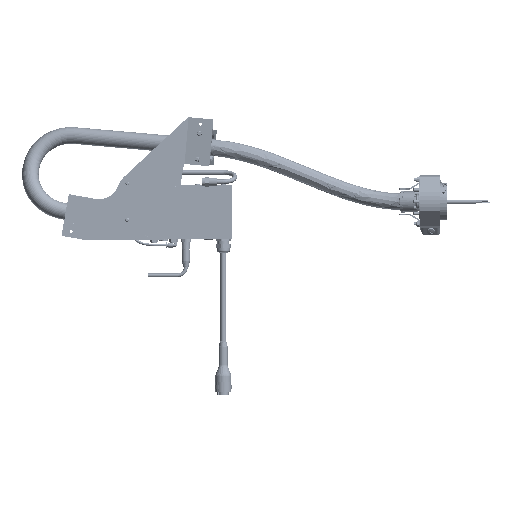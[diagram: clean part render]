
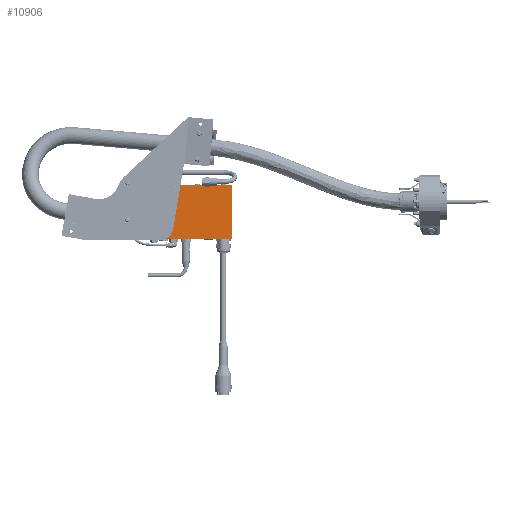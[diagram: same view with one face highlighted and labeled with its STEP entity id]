
A CAD part, front view. The second image highlights one B-rep face of the part: STEP entity #10906.
In plain terms, the highlighted planar face has unit normal (0, -1, 0).
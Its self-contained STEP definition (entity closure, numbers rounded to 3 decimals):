
#5028 = EDGE_CURVE ( 'NONE', #77941, #86062, #85312, .T. ) ;
#9914 = DIRECTION ( 'NONE',  ( 0., 1., 0. ) ) ;
#10756 = CARTESIAN_POINT ( 'NONE',  ( 101., 87., 735.5 ) ) ;
#10906 = ADVANCED_FACE ( 'NONE', ( #128698, #13976, #23465 ), #51922, .T. ) ;
#11403 = DIRECTION ( 'NONE',  ( 0., 0., 1. ) ) ;
#11590 = ORIENTED_EDGE ( 'NONE', *, *, #113439, .T. ) ;
#13976 = FACE_BOUND ( 'NONE', #97031, .T. ) ;
#16702 = EDGE_CURVE ( 'NONE', #80520, #39227, #49022, .T. ) ;
#17625 = CARTESIAN_POINT ( 'NONE',  ( 51., 87., 652.5 ) ) ;
#19791 = DIRECTION ( 'NONE',  ( 0., 0., -1. ) ) ;
#23465 = FACE_OUTER_BOUND ( 'NONE', #133023, .T. ) ;
#26889 = CARTESIAN_POINT ( 'NONE',  ( 196.5, 87., 648. ) ) ;
#27095 = CARTESIAN_POINT ( 'NONE',  ( 46.5, 87., 740. ) ) ;
#29604 = VECTOR ( 'NONE', #19791, 1000. ) ;
#30904 = CARTESIAN_POINT ( 'NONE',  ( 196.5, 87., 648. ) ) ;
#32298 = ORIENTED_EDGE ( 'NONE', *, *, #145554, .T. ) ;
#32732 = CARTESIAN_POINT ( 'NONE',  ( 46.5, 87., 648. ) ) ;
#33605 = DIRECTION ( 'NONE',  ( 0., 0., -1. ) ) ;
#39227 = VERTEX_POINT ( 'NONE', #50741 ) ;
#42842 = AXIS2_PLACEMENT_3D ( 'NONE', #26889, #106209, #11403 ) ;
#42966 = EDGE_CURVE ( 'NONE', #162683, #138928, #97521, .T. ) ;
#45855 = VECTOR ( 'NONE', #77261, 1000. ) ;
#46056 = DIRECTION ( 'NONE',  ( 0., 1., 0. ) ) ;
#49022 = CIRCLE ( 'NONE', #65684, 2.75 ) ;
#50741 = CARTESIAN_POINT ( 'NONE',  ( 51., 87., 655.25 ) ) ;
#51829 = CARTESIAN_POINT ( 'NONE',  ( 101., 87., 732.75 ) ) ;
#51922 = PLANE ( 'NONE',  #42842 ) ;
#55698 = ORIENTED_EDGE ( 'NONE', *, *, #16702, .T. ) ;
#56845 = VECTOR ( 'NONE', #94983, 1000. ) ;
#57477 = EDGE_CURVE ( 'NONE', #138928, #77941, #145253, .T. ) ;
#58860 = EDGE_CURVE ( 'NONE', #39227, #80520, #66168, .T. ) ;
#59961 = VERTEX_POINT ( 'NONE', #51829 ) ;
#65684 = AXIS2_PLACEMENT_3D ( 'NONE', #17625, #46056, #70235 ) ;
#66168 = CIRCLE ( 'NONE', #115766, 2.75 ) ;
#68489 = VECTOR ( 'NONE', #159038, 1000. ) ;
#70235 = DIRECTION ( 'NONE',  ( 0., 0., -1. ) ) ;
#72392 = CARTESIAN_POINT ( 'NONE',  ( 101., 87., 735.5 ) ) ;
#77261 = DIRECTION ( 'NONE',  ( 1., 0., 0. ) ) ;
#77941 = VERTEX_POINT ( 'NONE', #145439 ) ;
#80520 = VERTEX_POINT ( 'NONE', #89774 ) ;
#84393 = ORIENTED_EDGE ( 'NONE', *, *, #57477, .T. ) ;
#85312 = LINE ( 'NONE', #32732, #29604 ) ;
#86062 = VERTEX_POINT ( 'NONE', #131899 ) ;
#89774 = CARTESIAN_POINT ( 'NONE',  ( 51., 87., 649.75 ) ) ;
#90128 = DIRECTION ( 'NONE',  ( 0., 0., -1. ) ) ;
#92398 = EDGE_CURVE ( 'NONE', #59961, #143025, #113738, .T. ) ;
#94983 = DIRECTION ( 'NONE',  ( 0., 0., 1. ) ) ;
#97031 = EDGE_LOOP ( 'NONE', ( #100146, #32298 ) ) ;
#97521 = LINE ( 'NONE', #150119, #56845 ) ;
#99236 = CARTESIAN_POINT ( 'NONE',  ( 51., 87., 652.5 ) ) ;
#99742 = ORIENTED_EDGE ( 'NONE', *, *, #58860, .T. ) ;
#100069 = DIRECTION ( 'NONE',  ( 0., 1., 0. ) ) ;
#100146 = ORIENTED_EDGE ( 'NONE', *, *, #92398, .T. ) ;
#100813 = DIRECTION ( 'NONE',  ( 0., 1., 0. ) ) ;
#101932 = EDGE_LOOP ( 'NONE', ( #55698, #99742 ) ) ;
#104843 = CARTESIAN_POINT ( 'NONE',  ( 46.5, 87., 648. ) ) ;
#106209 = DIRECTION ( 'NONE',  ( 0., -1., 0. ) ) ;
#113439 = EDGE_CURVE ( 'NONE', #86062, #162683, #167838, .T. ) ;
#113738 = CIRCLE ( 'NONE', #138490, 2.75 ) ;
#115766 = AXIS2_PLACEMENT_3D ( 'NONE', #99236, #100069, #139740 ) ;
#126847 = CARTESIAN_POINT ( 'NONE',  ( 196.5, 87., 740. ) ) ;
#127562 = CARTESIAN_POINT ( 'NONE',  ( 101., 87., 738.25 ) ) ;
#128698 = FACE_BOUND ( 'NONE', #101932, .T. ) ;
#128865 = AXIS2_PLACEMENT_3D ( 'NONE', #10756, #9914, #90128 ) ;
#131899 = CARTESIAN_POINT ( 'NONE',  ( 46.5, 87., 648. ) ) ;
#133023 = EDGE_LOOP ( 'NONE', ( #11590, #168579, #84393, #153343 ) ) ;
#138490 = AXIS2_PLACEMENT_3D ( 'NONE', #72392, #100813, #33605 ) ;
#138928 = VERTEX_POINT ( 'NONE', #126847 ) ;
#139740 = DIRECTION ( 'NONE',  ( 0., 0., -1. ) ) ;
#143025 = VERTEX_POINT ( 'NONE', #127562 ) ;
#145253 = LINE ( 'NONE', #27095, #68489 ) ;
#145439 = CARTESIAN_POINT ( 'NONE',  ( 46.5, 87., 740. ) ) ;
#145554 = EDGE_CURVE ( 'NONE', #143025, #59961, #164547, .T. ) ;
#150119 = CARTESIAN_POINT ( 'NONE',  ( 196.5, 87., 648. ) ) ;
#153343 = ORIENTED_EDGE ( 'NONE', *, *, #5028, .T. ) ;
#159038 = DIRECTION ( 'NONE',  ( -1., 0., 0. ) ) ;
#162683 = VERTEX_POINT ( 'NONE', #30904 ) ;
#164547 = CIRCLE ( 'NONE', #128865, 2.75 ) ;
#167838 = LINE ( 'NONE', #104843, #45855 ) ;
#168579 = ORIENTED_EDGE ( 'NONE', *, *, #42966, .T. ) ;
